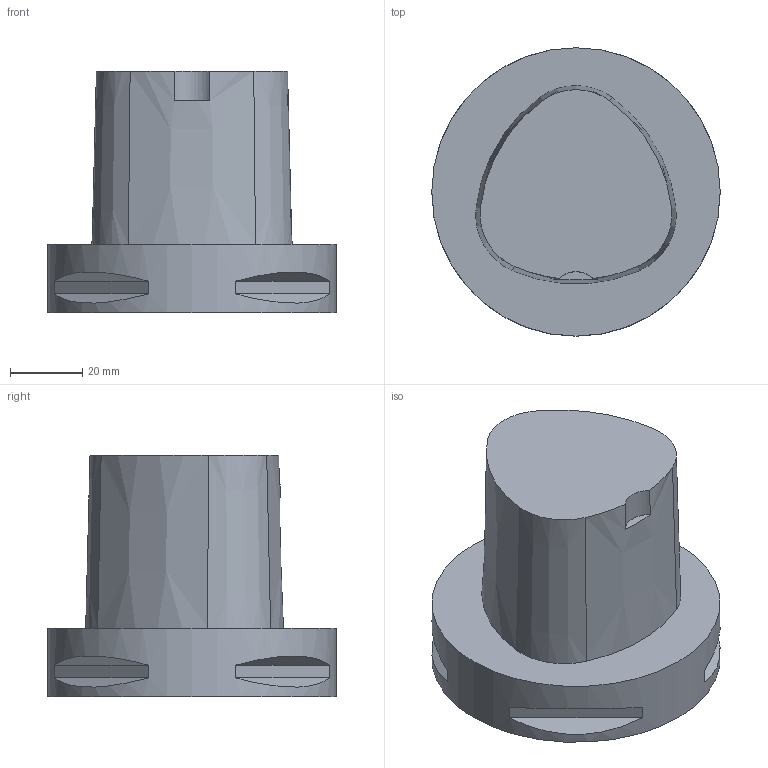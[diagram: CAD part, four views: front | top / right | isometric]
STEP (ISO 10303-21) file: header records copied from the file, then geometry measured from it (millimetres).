
FILE_DESCRIPTION(/* description */ (''),/* implementation_level */ '2;1');
FILE_NAME(/* name */ '1599049300066.stp',/* time_stamp */ '2020-09-02T17:51:54+05:00',/* author */ (''),/* organization */ ('SMS'),/* preprocessor_version */ 'ST-DEVELOPER v16.7',/* originating_system */ 'SIEMENS PLM Software NX 12.0',/* authorisation */ '');
FILE_SCHEMA (('AUTOMOTIVE_DESIGN { 1 0 10303 214 3 1 1 1 }'));
Length unit declared in the file: millimetre
Products named in the file (1): 203125285mod000_00
Bounding box: 80 x 80 x 67 mm (x, y, z)
Volume: 200567.1 mm3; surface area: 23269.1 mm2
Topology: 1 solids, 1 shells, 24 faces, 51 edges, 36 vertices
Faces by surface type: plane 16, cone 6, cylinder 2
Full cylindrical faces by diameter (mm): 80 x1
Entity records: 714 total; most frequent: DIRECTION 128, CARTESIAN_POINT 119, ORIENTED_EDGE 100, AXIS2_PLACEMENT_3D 53, EDGE_CURVE 50, VERTEX_POINT 34, EDGE_LOOP 30, ADVANCED_FACE 24
